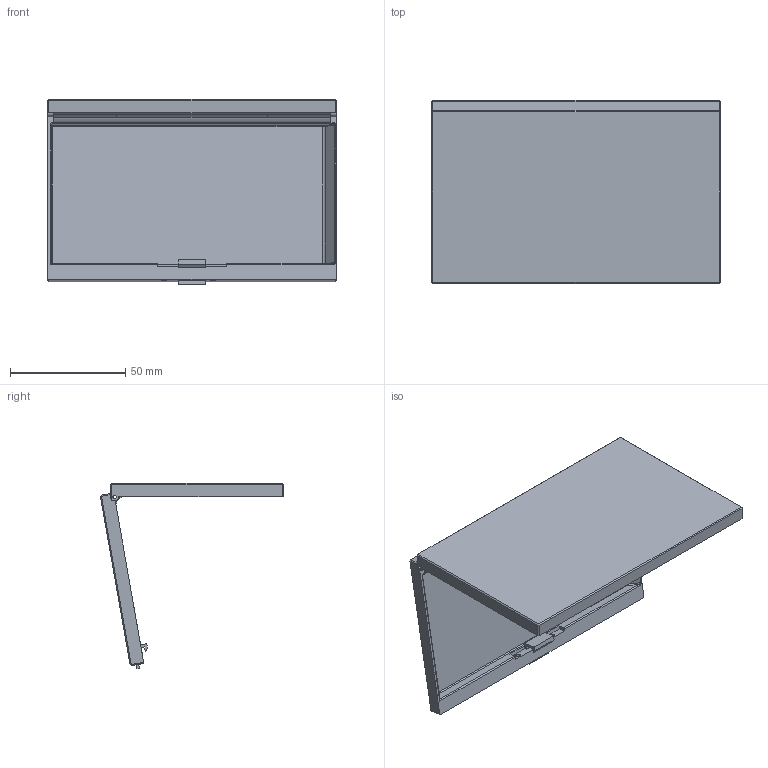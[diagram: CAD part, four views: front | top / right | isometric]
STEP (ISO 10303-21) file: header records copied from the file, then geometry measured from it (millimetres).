
FILE_DESCRIPTION (( 'STEP AP203' ), '1' );
FILE_NAME ('Porte-carte assemblé v4.STEP', '2019-02-04T12:49:40', ( '' ), ( '' ), 'SwSTEP 2.0', 'SolidWorks 2018', '' );
FILE_SCHEMA (( 'CONFIG_CONTROL_DESIGN' ));
Length unit declared in the file: millimetre
Products named in the file (5): Ressort en U; Volet inf v1; bouton de fermeture v1; Volet sup v1; Porte-carte assemblé v4
Assembly tree (4 placements, depth 2):
  Porte-carte assemblé v4
    Volet inf v1
    Volet sup v1
    Ressort en U
    bouton de fermeture v1
Bounding box: 125 x 79.38 x 80.52 mm (x, y, z)
Volume: 40409.8 mm3; surface area: 48558.4 mm2
Topology: 4 solids, 4 shells, 164 faces, 401 edges, 241 vertices
Faces by surface type: plane 97, cylinder 53, torus 7, bspline 4, sphere 3
Entity records: 5326 total; most frequent: CARTESIAN_POINT 944, DIRECTION 823, ORIENTED_EDGE 796, EDGE_CURVE 398, LINE 279, VECTOR 279, AXIS2_PLACEMENT_3D 272, VERTEX_POINT 241
